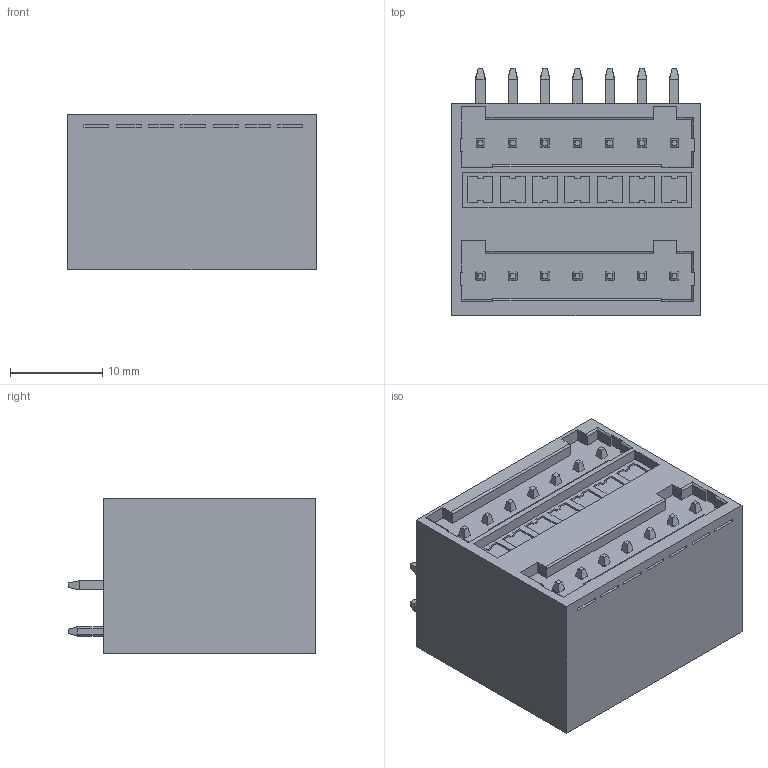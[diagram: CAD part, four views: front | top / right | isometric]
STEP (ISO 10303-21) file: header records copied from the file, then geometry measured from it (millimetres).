
FILE_DESCRIPTION(/* description */ (''),/* implementation_level */ '2;1');
FILE_NAME(/* name */ '435807.stp',/* time_stamp */ '2022-04-15T14:02:03+08:00',/* author */ (''),/* organization */ (''),/* preprocessor_version */ 'ST-DEVELOPER v16.7',/* originating_system */ 'SIEMENS PLM Software NX 12.0',/* authorisation */ '');
FILE_SCHEMA (('AUTOMOTIVE_DESIGN { 1 0 10303 214 3 1 1 1 }'));
Length unit declared in the file: millimetre
Products named in the file (1): SP20B02C50d8u3
Bounding box: 26.9 x 26.8 x 16.8 mm (x, y, z)
Volume: 9925.5 mm3; surface area: 3632.2 mm2
Topology: 1 solids, 8 shells, 567 faces, 1473 edges, 972 vertices
Faces by surface type: plane 496, cylinder 71
Entity records: 17141 total; most frequent: CARTESIAN_POINT 3013, ORIENTED_EDGE 2946, DIRECTION 2805, EDGE_CURVE 1473, LINE 1277, VECTOR 1277, VERTEX_POINT 972, AXIS2_PLACEMENT_3D 764
